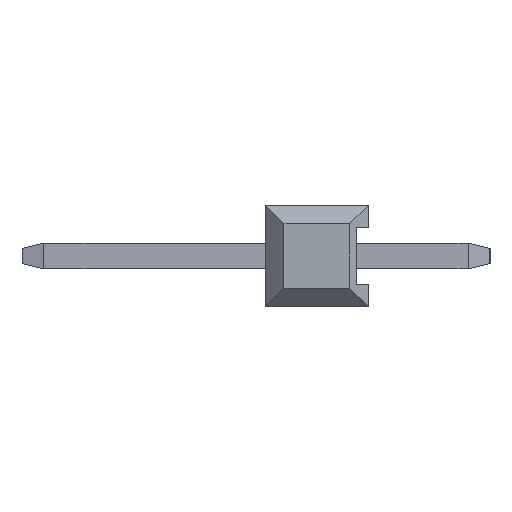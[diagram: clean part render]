
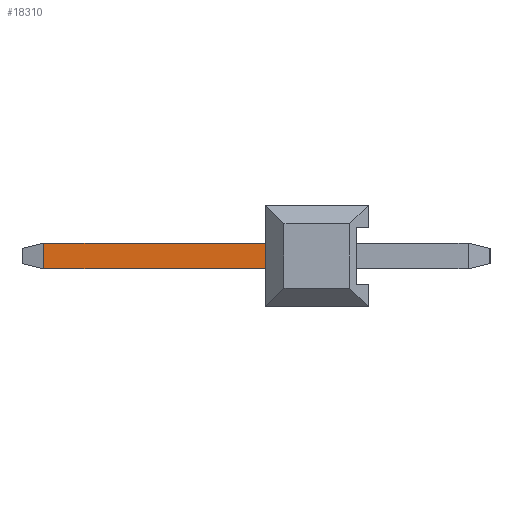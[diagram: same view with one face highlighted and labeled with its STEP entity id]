
A CAD part, left-side view. The second image highlights one B-rep face of the part: STEP entity #18310.
In plain terms, the highlighted planar face has unit normal (-1, 0, 0).
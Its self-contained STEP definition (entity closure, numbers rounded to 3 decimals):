
#399 = LINE ( 'NONE', #400, #20650 ) ;
#400 = CARTESIAN_POINT ( 'NONE',  ( -0.32, 2.54, -0.32 ) ) ;
#401 = DIRECTION ( 'NONE',  ( 0., 0., 1. ) ) ;
#621 = LINE ( 'NONE', #622, #9753 ) ;
#622 = CARTESIAN_POINT ( 'NONE',  ( -0.32, 8.54, -0.32 ) ) ;
#623 = DIRECTION ( 'NONE',  ( 0., -1., 0. ) ) ;
#753 = LINE ( 'NONE', #754, #9782 ) ;
#754 = CARTESIAN_POINT ( 'NONE',  ( -0.32, 8.54, 0.32 ) ) ;
#756 = DIRECTION ( 'NONE',  ( 0., -1., 0. ) ) ;
#762 = LINE ( 'NONE', #764, #9742 ) ;
#764 = CARTESIAN_POINT ( 'NONE',  ( -0.32, 7.999, 0.32 ) ) ;
#765 = DIRECTION ( 'NONE',  ( 0., 0., -1. ) ) ;
#3938 = FACE_OUTER_BOUND ( 'NONE', #15949, .T. ) ;
#3944 = AXIS2_PLACEMENT_3D ( 'NONE', #4898, #4899, #4900 ) ;
#4897 = PLANE ( 'NONE',  #3944 ) ;
#4898 = CARTESIAN_POINT ( 'NONE',  ( -0.32, 8.54, 0.32 ) ) ;
#4899 = DIRECTION ( 'NONE',  ( -1., 0., 0. ) ) ;
#4900 = DIRECTION ( 'NONE',  ( 0., 0., 1. ) ) ;
#9262 = EDGE_CURVE ( 'NONE', #16170, #16373, #399, .T. ) ;
#9336 = EDGE_CURVE ( 'NONE', #16429, #16170, #621, .T. ) ;
#9380 = EDGE_CURVE ( 'NONE', #16376, #16373, #753, .T. ) ;
#9382 = EDGE_CURVE ( 'NONE', #16376, #16429, #762, .T. ) ;
#9742 = VECTOR ( 'NONE', #765, 1000. ) ;
#9753 = VECTOR ( 'NONE', #623, 1000. ) ;
#9782 = VECTOR ( 'NONE', #756, 1000. ) ;
#15949 = EDGE_LOOP ( 'NONE', ( #19308, #19306, #19307, #19299 ) ) ;
#16170 = VERTEX_POINT ( 'NONE', #21399 ) ;
#16373 = VERTEX_POINT ( 'NONE', #21602 ) ;
#16376 = VERTEX_POINT ( 'NONE', #21605 ) ;
#16429 = VERTEX_POINT ( 'NONE', #21658 ) ;
#18310 = ADVANCED_FACE ( 'NONE', ( #3938 ), #4897, .T. ) ;
#19299 = ORIENTED_EDGE ( 'NONE', *, *, #9262, .T. ) ;
#19306 = ORIENTED_EDGE ( 'NONE', *, *, #9382, .T. ) ;
#19307 = ORIENTED_EDGE ( 'NONE', *, *, #9336, .T. ) ;
#19308 = ORIENTED_EDGE ( 'NONE', *, *, #9380, .F. ) ;
#20650 = VECTOR ( 'NONE', #401, 1000. ) ;
#21399 = CARTESIAN_POINT ( 'NONE',  ( -0.32, 2.54, -0.32 ) ) ;
#21602 = CARTESIAN_POINT ( 'NONE',  ( -0.32, 2.54, 0.32 ) ) ;
#21605 = CARTESIAN_POINT ( 'NONE',  ( -0.32, 7.999, 0.32 ) ) ;
#21658 = CARTESIAN_POINT ( 'NONE',  ( -0.32, 7.999, -0.32 ) ) ;
